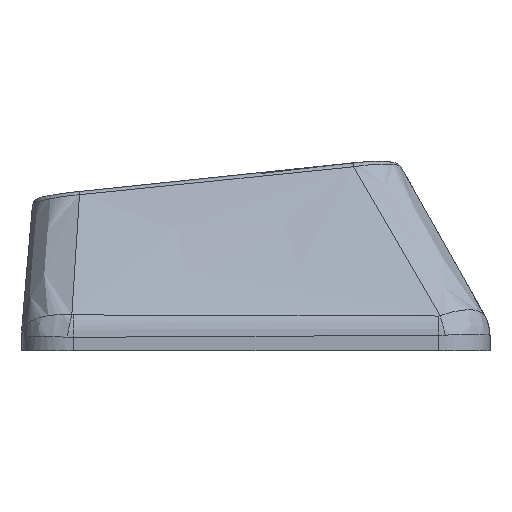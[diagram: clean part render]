
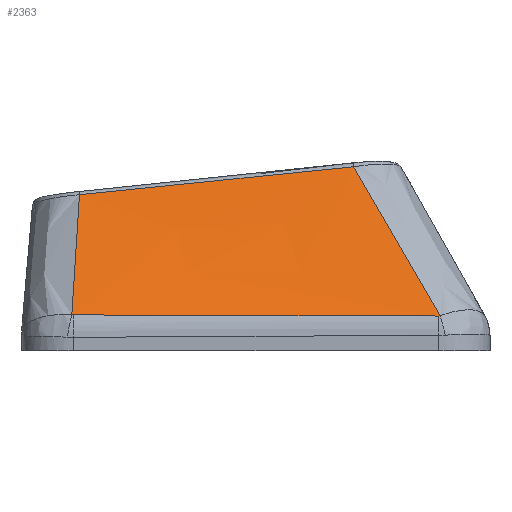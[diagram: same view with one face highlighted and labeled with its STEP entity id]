
A CAD part, left-side view. The second image highlights one B-rep face of the part: STEP entity #2363.
In plain terms, the highlighted free-form (B-spline) face has degree [3, 3] with [4, 4] control points.
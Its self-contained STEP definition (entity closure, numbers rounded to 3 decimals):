
#369=FACE_OUTER_BOUND('',#491,.T.);
#491=EDGE_LOOP('',(#1804,#1805,#1806,#1807,#1808,#1809));
#718=B_SPLINE_CURVE_WITH_KNOTS('',3,(#4514,#4515,#4516,#4517),
 .UNSPECIFIED.,.F.,.F.,(4,4),(0.,0.007),
 .UNSPECIFIED.);
#720=B_SPLINE_CURVE_WITH_KNOTS('',3,(#4541,#4542,#4543,#4544),
 .UNSPECIFIED.,.F.,.F.,(4,4),(0.,1.416),.UNSPECIFIED.);
#722=B_SPLINE_CURVE_WITH_KNOTS('',3,(#4568,#4569,#4570,#4571),
 .UNSPECIFIED.,.F.,.F.,(4,4),(0.,0.006),
 .UNSPECIFIED.);
#737=B_SPLINE_CURVE_WITH_KNOTS('',3,(#4853,#4854,#4855,#4856),
 .UNSPECIFIED.,.F.,.F.,(4,4),(0.022,0.77),
 .UNSPECIFIED.);
#738=B_SPLINE_CURVE_WITH_KNOTS('',3,(#4858,#4859,#4860,#4861),
 .UNSPECIFIED.,.F.,.F.,(4,4),(-1.068,0.),
 .UNSPECIFIED.);
#739=B_SPLINE_CURVE_WITH_KNOTS('',3,(#4862,#4863,#4864,#4865),
 .UNSPECIFIED.,.F.,.F.,(4,4),(-0.59,-0.017),
 .UNSPECIFIED.);
#964=VERTEX_POINT('',#4476);
#966=VERTEX_POINT('',#4507);
#968=VERTEX_POINT('',#4534);
#970=VERTEX_POINT('',#4561);
#986=VERTEX_POINT('',#4852);
#987=VERTEX_POINT('',#4857);
#1262=EDGE_CURVE('',#964,#966,#718,.T.);
#1265=EDGE_CURVE('',#966,#968,#720,.T.);
#1268=EDGE_CURVE('',#968,#970,#722,.T.);
#1292=EDGE_CURVE('',#986,#964,#737,.T.);
#1293=EDGE_CURVE('',#987,#986,#738,.T.);
#1294=EDGE_CURVE('',#970,#987,#739,.T.);
#1804=ORIENTED_EDGE('',*,*,#1268,.F.);
#1805=ORIENTED_EDGE('',*,*,#1265,.F.);
#1806=ORIENTED_EDGE('',*,*,#1262,.F.);
#1807=ORIENTED_EDGE('',*,*,#1292,.F.);
#1808=ORIENTED_EDGE('',*,*,#1293,.F.);
#1809=ORIENTED_EDGE('',*,*,#1294,.F.);
#2302=B_SPLINE_SURFACE_WITH_KNOTS('',3,3,((#4836,#4837,#4838,#4839),(#4840,
#4841,#4842,#4843),(#4844,#4845,#4846,#4847),(#4848,#4849,#4850,#4851)),
 .UNSPECIFIED.,.F.,.F.,.F.,(4,4),(4,4),(0.097,0.894),
(0.027,0.945),.UNSPECIFIED.);
#2363=ADVANCED_FACE('',(#369),#2302,.T.);
#4476=CARTESIAN_POINT('',(-20.782,-7.144,0.355));
#4507=CARTESIAN_POINT('',(-20.786,-7.077,0.347));
#4514=CARTESIAN_POINT('Ctrl Pts',(-20.782,-7.144,0.355));
#4515=CARTESIAN_POINT('Ctrl Pts',(-20.785,-7.122,0.35));
#4516=CARTESIAN_POINT('Ctrl Pts',(-20.786,-7.1,0.347));
#4517=CARTESIAN_POINT('Ctrl Pts',(-20.786,-7.077,0.347));
#4534=CARTESIAN_POINT('',(-20.71,7.086,0.39));
#4541=CARTESIAN_POINT('Ctrl Pts',(-20.786,-7.077,0.347));
#4542=CARTESIAN_POINT('Ctrl Pts',(-20.766,-2.356,0.361));
#4543=CARTESIAN_POINT('Ctrl Pts',(-20.742,2.365,0.375));
#4544=CARTESIAN_POINT('Ctrl Pts',(-20.71,7.086,0.39));
#4561=CARTESIAN_POINT('',(-20.706,7.147,0.395));
#4568=CARTESIAN_POINT('Ctrl Pts',(-20.71,7.086,0.39));
#4569=CARTESIAN_POINT('Ctrl Pts',(-20.71,7.106,0.39));
#4570=CARTESIAN_POINT('Ctrl Pts',(-20.708,7.127,0.392));
#4571=CARTESIAN_POINT('Ctrl Pts',(-20.706,7.147,0.395));
#4836=CARTESIAN_POINT('Ctrl Pts',(-17.417,-4.155,6.178));
#4837=CARTESIAN_POINT('Ctrl Pts',(-18.54,-5.153,4.234));
#4838=CARTESIAN_POINT('Ctrl Pts',(-19.663,-6.15,2.291));
#4839=CARTESIAN_POINT('Ctrl Pts',(-20.786,-7.147,0.347));
#4840=CARTESIAN_POINT('Ctrl Pts',(-17.417,-0.389,
5.793));
#4841=CARTESIAN_POINT('Ctrl Pts',(-18.54,-1.053,3.971));
#4842=CARTESIAN_POINT('Ctrl Pts',(-19.663,-1.718,2.148));
#4843=CARTESIAN_POINT('Ctrl Pts',(-20.786,-2.382,0.326));
#4844=CARTESIAN_POINT('Ctrl Pts',(-17.417,3.378,5.409));
#4845=CARTESIAN_POINT('Ctrl Pts',(-18.54,3.046,3.707));
#4846=CARTESIAN_POINT('Ctrl Pts',(-19.663,2.714,2.006));
#4847=CARTESIAN_POINT('Ctrl Pts',(-20.786,2.382,0.304));
#4848=CARTESIAN_POINT('Ctrl Pts',(-17.417,7.145,5.024));
#4849=CARTESIAN_POINT('Ctrl Pts',(-18.54,7.146,3.444));
#4850=CARTESIAN_POINT('Ctrl Pts',(-19.663,7.146,1.863));
#4851=CARTESIAN_POINT('Ctrl Pts',(-20.786,7.147,0.282));
#4852=CARTESIAN_POINT('',(-17.418,-3.777,6.138));
#4853=CARTESIAN_POINT('Ctrl Pts',(-17.418,-3.777,6.138));
#4854=CARTESIAN_POINT('Ctrl Pts',(-18.545,-4.905,4.215));
#4855=CARTESIAN_POINT('Ctrl Pts',(-19.665,-6.026,2.287));
#4856=CARTESIAN_POINT('Ctrl Pts',(-20.782,-7.144,0.355));
#4857=CARTESIAN_POINT('',(-17.417,6.849,5.054));
#4858=CARTESIAN_POINT('Ctrl Pts',(-17.417,6.849,5.054));
#4859=CARTESIAN_POINT('Ctrl Pts',(-17.418,3.307,5.415));
#4860=CARTESIAN_POINT('Ctrl Pts',(-17.418,-0.235,
5.776));
#4861=CARTESIAN_POINT('Ctrl Pts',(-17.418,-3.777,6.138));
#4862=CARTESIAN_POINT('Ctrl Pts',(-20.706,7.147,0.395));
#4863=CARTESIAN_POINT('Ctrl Pts',(-19.605,7.041,1.946));
#4864=CARTESIAN_POINT('Ctrl Pts',(-18.507,6.94,3.499));
#4865=CARTESIAN_POINT('Ctrl Pts',(-17.417,6.849,5.054));
